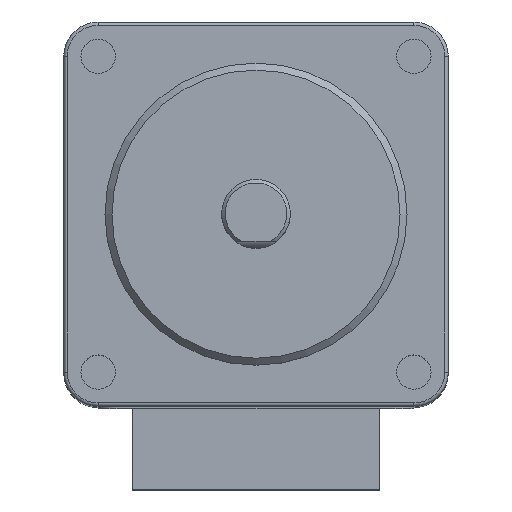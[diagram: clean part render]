
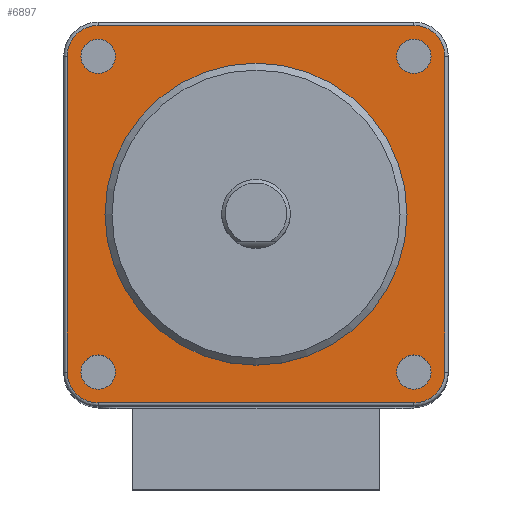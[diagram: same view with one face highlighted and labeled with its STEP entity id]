
A CAD part, top view. The second image highlights one B-rep face of the part: STEP entity #6897.
In plain terms, the highlighted planar face has unit normal (0, 0, 1).
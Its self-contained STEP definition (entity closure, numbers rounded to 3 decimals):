
#66=CIRCLE('',#7140,1.25);
#68=CIRCLE('',#7144,1.25);
#70=CIRCLE('',#7148,1.25);
#72=CIRCLE('',#7152,1.25);
#79=CIRCLE('',#7173,10.998);
#83=CIRCLE('',#7180,2.25);
#87=CIRCLE('',#7185,2.25);
#91=CIRCLE('',#7192,2.25);
#95=CIRCLE('',#7197,2.25);
#1237=LINE('',#12267,#1934);
#1238=LINE('',#12285,#1935);
#1241=LINE('',#12292,#1938);
#1243=LINE('',#12307,#1940);
#1934=VECTOR('',#8386,23.);
#1935=VECTOR('',#8409,23.);
#1938=VECTOR('',#8416,23.);
#1940=VECTOR('',#8436,23.);
#2029=FACE_BOUND('',#2416,.T.);
#2030=FACE_BOUND('',#2417,.T.);
#2031=FACE_BOUND('',#2418,.T.);
#2032=FACE_BOUND('',#2419,.T.);
#2033=FACE_BOUND('',#2420,.T.);
#2034=FACE_BOUND('',#2421,.T.);
#2416=EDGE_LOOP('',(#6142));
#2417=EDGE_LOOP('',(#6143));
#2418=EDGE_LOOP('',(#6144));
#2419=EDGE_LOOP('',(#6145));
#2420=EDGE_LOOP('',(#6146));
#2421=EDGE_LOOP('',(#6147,#6148,#6149,#6150,#6151,#6152,#6153,#6154));
#3260=VERTEX_POINT('',#12180);
#3262=VERTEX_POINT('',#12186);
#3264=VERTEX_POINT('',#12192);
#3266=VERTEX_POINT('',#12198);
#3285=VERTEX_POINT('',#12260);
#3286=VERTEX_POINT('',#12264);
#3287=VERTEX_POINT('',#12266);
#3289=VERTEX_POINT('',#12271);
#3290=VERTEX_POINT('',#12276);
#3293=VERTEX_POINT('',#12283);
#3294=VERTEX_POINT('',#12288);
#3297=VERTEX_POINT('',#12295);
#3298=VERTEX_POINT('',#12300);
#4197=EDGE_CURVE('',#3260,#3260,#66,.T.);
#4199=EDGE_CURVE('',#3262,#3262,#68,.T.);
#4201=EDGE_CURVE('',#3264,#3264,#70,.T.);
#4203=EDGE_CURVE('',#3266,#3266,#72,.T.);
#4232=EDGE_CURVE('',#3285,#3285,#79,.T.);
#4234=EDGE_CURVE('',#3286,#3287,#1237,.T.);
#4237=EDGE_CURVE('',#3289,#3286,#83,.T.);
#4241=EDGE_CURVE('',#3287,#3290,#87,.T.);
#4243=EDGE_CURVE('',#3293,#3289,#1238,.T.);
#4247=EDGE_CURVE('',#3290,#3294,#1241,.T.);
#4249=EDGE_CURVE('',#3297,#3293,#91,.T.);
#4253=EDGE_CURVE('',#3294,#3298,#95,.T.);
#4255=EDGE_CURVE('',#3298,#3297,#1243,.T.);
#6142=ORIENTED_EDGE('',*,*,#4197,.T.);
#6143=ORIENTED_EDGE('',*,*,#4199,.T.);
#6144=ORIENTED_EDGE('',*,*,#4201,.T.);
#6145=ORIENTED_EDGE('',*,*,#4203,.T.);
#6146=ORIENTED_EDGE('',*,*,#4232,.F.);
#6147=ORIENTED_EDGE('',*,*,#4234,.F.);
#6148=ORIENTED_EDGE('',*,*,#4237,.F.);
#6149=ORIENTED_EDGE('',*,*,#4243,.F.);
#6150=ORIENTED_EDGE('',*,*,#4249,.F.);
#6151=ORIENTED_EDGE('',*,*,#4255,.F.);
#6152=ORIENTED_EDGE('',*,*,#4253,.F.);
#6153=ORIENTED_EDGE('',*,*,#4247,.F.);
#6154=ORIENTED_EDGE('',*,*,#4241,.F.);
#6508=PLANE('',#7204);
#6897=ADVANCED_FACE('',(#2029,#2030,#2031,#2032,#2033,#2034),#6508,.T.);
#7140=AXIS2_PLACEMENT_3D('',#12181,#8290,#8291);
#7144=AXIS2_PLACEMENT_3D('',#12187,#8298,#8299);
#7148=AXIS2_PLACEMENT_3D('',#12193,#8306,#8307);
#7152=AXIS2_PLACEMENT_3D('',#12199,#8314,#8315);
#7173=AXIS2_PLACEMENT_3D('',#12261,#8378,#8379);
#7180=AXIS2_PLACEMENT_3D('',#12273,#8393,#8394);
#7185=AXIS2_PLACEMENT_3D('',#12280,#8403,#8404);
#7192=AXIS2_PLACEMENT_3D('',#12297,#8421,#8422);
#7197=AXIS2_PLACEMENT_3D('',#12304,#8431,#8432);
#7204=AXIS2_PLACEMENT_3D('',#12320,#8451,#8452);
#8290=DIRECTION('center_axis',(0.,0.,
-1.));
#8291=DIRECTION('ref_axis',(0.,1.,0.));
#8298=DIRECTION('center_axis',(0.,0.,
-1.));
#8299=DIRECTION('ref_axis',(1.,0.,0.));
#8306=DIRECTION('center_axis',(0.,0.,
-1.));
#8307=DIRECTION('ref_axis',(0.,-1.,0.));
#8314=DIRECTION('center_axis',(0.,0.,
-1.));
#8315=DIRECTION('ref_axis',(-1.,0.,0.));
#8378=DIRECTION('center_axis',(0.,0.,
1.));
#8379=DIRECTION('ref_axis',(-1.,0.,0.));
#8386=DIRECTION('',(-1.,0.,0.));
#8393=DIRECTION('center_axis',(0.,0.,
-1.));
#8394=DIRECTION('ref_axis',(0.707,-0.707,0.));
#8403=DIRECTION('center_axis',(0.,0.,
-1.));
#8404=DIRECTION('ref_axis',(-0.707,-0.707,0.));
#8409=DIRECTION('',(0.,-1.,0.));
#8416=DIRECTION('',(0.,1.,0.));
#8421=DIRECTION('center_axis',(0.,0.,
-1.));
#8422=DIRECTION('ref_axis',(0.707,0.707,0.));
#8431=DIRECTION('center_axis',(0.,0.,
-1.));
#8432=DIRECTION('ref_axis',(-0.707,0.707,0.));
#8436=DIRECTION('',(1.,0.,0.));
#8451=DIRECTION('center_axis',(0.,0.,
1.));
#8452=DIRECTION('ref_axis',(1.,0.,0.));
#12180=CARTESIAN_POINT('',(11.5,10.25,50.4));
#12181=CARTESIAN_POINT('Origin',(11.5,11.5,50.4));
#12186=CARTESIAN_POINT('',(10.25,-11.5,50.4));
#12187=CARTESIAN_POINT('Origin',(11.5,-11.5,50.4));
#12192=CARTESIAN_POINT('',(-11.5,-10.25,50.4));
#12193=CARTESIAN_POINT('Origin',(-11.5,-11.5,50.4));
#12198=CARTESIAN_POINT('',(-10.25,11.5,50.4));
#12199=CARTESIAN_POINT('Origin',(-11.5,11.5,50.4));
#12260=CARTESIAN_POINT('',(10.998,0.,50.4));
#12261=CARTESIAN_POINT('Origin',(0.,0.,50.4));
#12264=CARTESIAN_POINT('',(11.5,-13.75,50.4));
#12266=CARTESIAN_POINT('',(-11.5,-13.75,50.4));
#12267=CARTESIAN_POINT('',(5.75,-13.75,50.4));
#12271=CARTESIAN_POINT('',(13.75,-11.5,50.4));
#12273=CARTESIAN_POINT('Origin',(11.5,-11.5,50.4));
#12276=CARTESIAN_POINT('',(-13.75,-11.5,50.4));
#12280=CARTESIAN_POINT('Origin',(-11.5,-11.5,50.4));
#12283=CARTESIAN_POINT('',(13.75,11.5,50.4));
#12285=CARTESIAN_POINT('',(13.75,5.75,50.4));
#12288=CARTESIAN_POINT('',(-13.75,11.5,50.4));
#12292=CARTESIAN_POINT('',(-13.75,-5.75,50.4));
#12295=CARTESIAN_POINT('',(11.5,13.75,50.4));
#12297=CARTESIAN_POINT('Origin',(11.5,11.5,50.4));
#12300=CARTESIAN_POINT('',(-11.5,13.75,50.4));
#12304=CARTESIAN_POINT('Origin',(-11.5,11.5,50.4));
#12307=CARTESIAN_POINT('',(-5.75,13.75,50.4));
#12320=CARTESIAN_POINT('Origin',(0.,0.,50.4));
